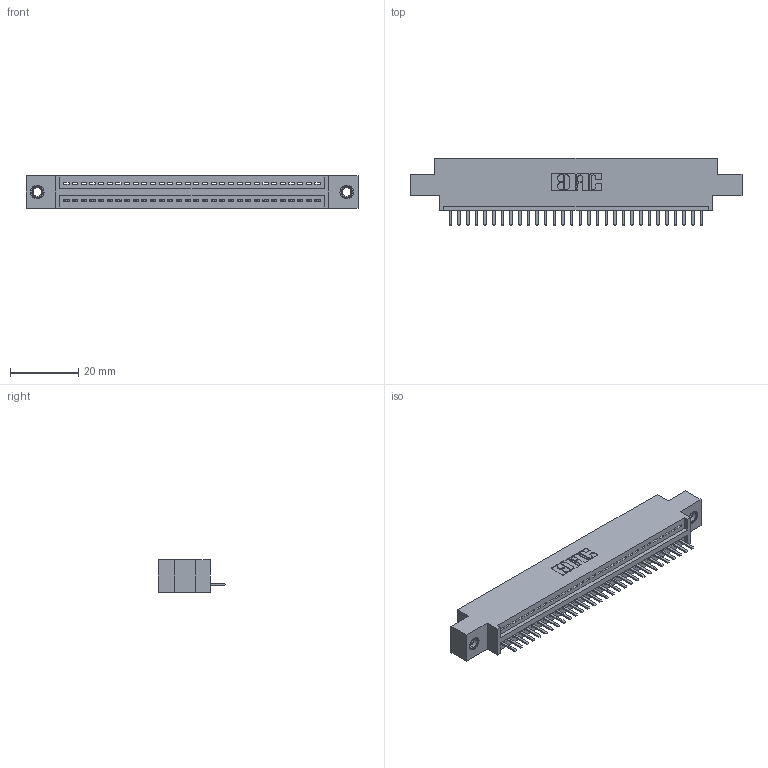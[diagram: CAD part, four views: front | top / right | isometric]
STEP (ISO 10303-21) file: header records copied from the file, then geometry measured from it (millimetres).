
FILE_DESCRIPTION (( 'STEP AP203' ), '1' );
FILE_NAME ('395-030-520-607.STEP', '2018-11-10T23:05:14', ( '' ), ( '' ), 'SwSTEP 2.0', 'SolidWorks 2016', '' );
FILE_SCHEMA (( 'CONFIG_CONTROL_DESIGN' ));
Length unit declared in the file: inch
Products named in the file (4): 345 Part_0.170 Offset - 0.156 Dia-TI; 345-292-001_345-293-120; 345-250-001_345-250-005-103; 395-030-520-607
Assembly tree (33 placements, depth 2):
  395-030-520-607
    345 Part_0.170 Offset - 0.156 Dia-TI
    345-292-001_345-293-120  x30
    345-250-001_345-250-005-103  x2
Bounding box: 97.41 x 19.68 x 9.4 mm (x, y, z)
Volume: 8940.5 mm3; surface area: 11594.8 mm2
Topology: 33 solids, 33 shells, 2050 faces, 6009 edges, 3918 vertices
Faces by surface type: plane 1376, cylinder 658, cone 12, torus 4
Entity records: 25626 total; most frequent: CARTESIAN_POINT 4433, ORIENTED_EDGE 4378, DIRECTION 3903, EDGE_CURVE 2189, VECTOR 1913, LINE 1913, VERTEX_POINT 1452, AXIS2_PLACEMENT_3D 995
